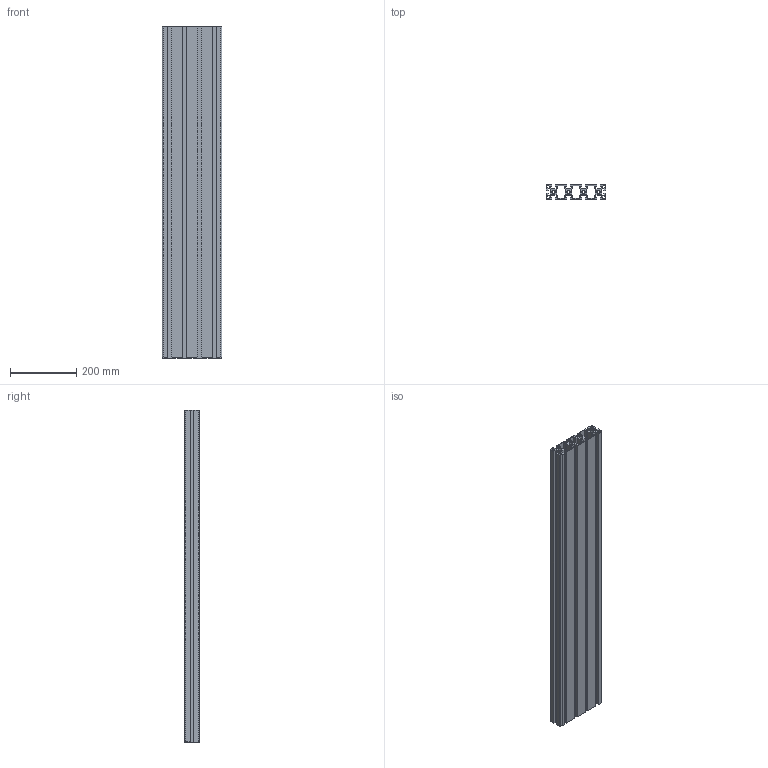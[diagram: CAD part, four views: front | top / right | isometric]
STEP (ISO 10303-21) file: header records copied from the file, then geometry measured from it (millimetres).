
FILE_DESCRIPTION(/* description */ (''),/* implementation_level */ '2;1');
FILE_NAME(/* name */ '115047',/* time_stamp */ '2014-10-06T11:37:23+02:00',/* author */ (''),/* organization */ (''),/* preprocessor_version */ 'ST-DEVELOPER v14',/* originating_system */ 'HiCAD 2013 1802.4 Build 509',/* authorisation */ '');
FILE_SCHEMA (('AUTOMOTIVE_DESIGN { 1 0 10303 214 1 1 1 1 }'));
Length unit declared in the file: millimetre
Products named in the file (2): Root; 11504745x180LBOIKON0
Assembly tree (1 placements, depth 2):
  Root
    11504745x180LBOIKON0
Bounding box: 180 x 45 x 1000 mm (x, y, z)
Volume: 2676234.8 mm3; surface area: 1532991.6 mm2
Topology: 1 solids, 1 shells, 170 faces, 504 edges, 336 vertices
Faces by surface type: plane 158, cylinder 12
Full cylindrical faces by diameter (mm): 10.2 x4
Entity records: 10652 total; most frequent: CARTESIAN_POINT 1008, PRESENTATION_STYLE_ASSIGNMENT 1001, COLOUR_RGB 1001, DRAUGHTING_PRE_DEFINED_CURVE_FONT 1000, CURVE_STYLE 1000, OVER_RIDING_STYLED_ITEM 1000, ORIENTED_EDGE 1000, DIRECTION 868
